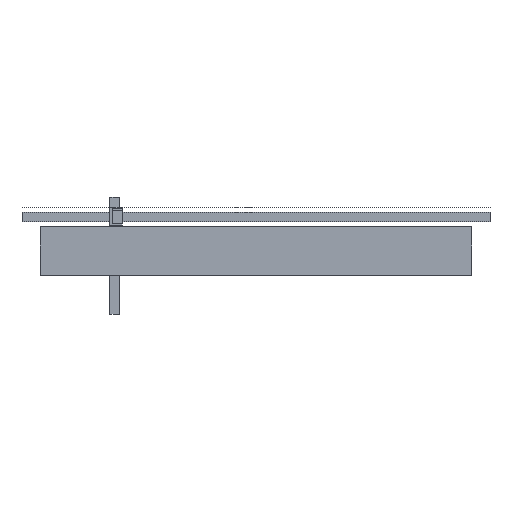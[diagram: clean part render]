
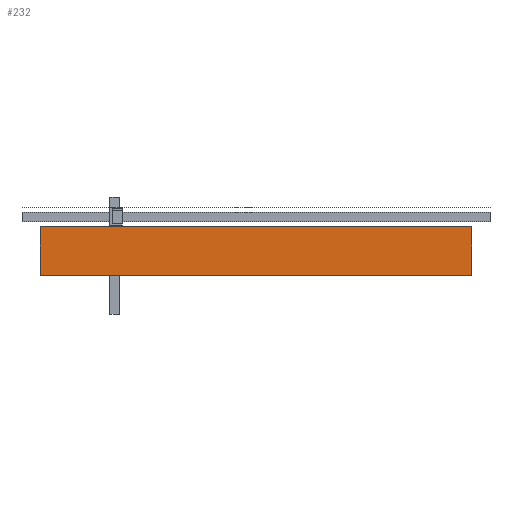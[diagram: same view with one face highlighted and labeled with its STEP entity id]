
A CAD part, top view. The second image highlights one B-rep face of the part: STEP entity #232.
In plain terms, the highlighted planar face has unit normal (0, 0, -1).
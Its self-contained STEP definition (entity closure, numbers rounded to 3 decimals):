
#196=AXIS2_PLACEMENT_3D('Plane Axis2P3D',#193,#194,#195) ;
#193=CARTESIAN_POINT('Axis2P3D Location',(943.3,76.2,705.158)) ;
#198=CARTESIAN_POINT('Line Origine',(-180.703,12.7,705.158)) ;
#202=CARTESIAN_POINT('Vertex',(-180.703,76.2,705.158)) ;
#204=CARTESIAN_POINT('Vertex',(-180.703,-50.8,705.158)) ;
#207=CARTESIAN_POINT('Line Origine',(381.299,76.2,705.158)) ;
#211=CARTESIAN_POINT('Vertex',(943.3,76.2,705.158)) ;
#214=CARTESIAN_POINT('Line Origine',(943.3,12.7,705.158)) ;
#218=CARTESIAN_POINT('Vertex',(943.3,-50.8,705.158)) ;
#221=CARTESIAN_POINT('Line Origine',(381.299,-50.8,705.158)) ;
#194=DIRECTION('Axis2P3D Direction',(0.,0.,1.)) ;
#195=DIRECTION('Axis2P3D XDirection',(0.,1.,0.)) ;
#199=DIRECTION('Vector Direction',(0.,-1.,0.)) ;
#208=DIRECTION('Vector Direction',(-1.,0.,0.)) ;
#215=DIRECTION('Vector Direction',(0.,-1.,0.)) ;
#222=DIRECTION('Vector Direction',(-1.,0.,0.)) ;
#200=VECTOR('Line Direction',#199,1.) ;
#209=VECTOR('Line Direction',#208,1.) ;
#216=VECTOR('Line Direction',#215,1.) ;
#223=VECTOR('Line Direction',#222,1.) ;
#227=ORIENTED_EDGE('',*,*,#206,.F.) ;
#228=ORIENTED_EDGE('',*,*,#213,.F.) ;
#229=ORIENTED_EDGE('',*,*,#220,.T.) ;
#230=ORIENTED_EDGE('',*,*,#225,.T.) ;
#232=ADVANCED_FACE('Surface.5',(#231),#197,.F.) ;
#206=EDGE_CURVE('',#203,#205,#201,.T.) ;
#213=EDGE_CURVE('',#212,#203,#210,.T.) ;
#220=EDGE_CURVE('',#212,#219,#217,.T.) ;
#225=EDGE_CURVE('',#219,#205,#224,.T.) ;
#226=EDGE_LOOP('',(#227,#228,#229,#230)) ;
#231=FACE_OUTER_BOUND('',#226,.T.) ;
#201=LINE('Line',#198,#200) ;
#210=LINE('Line',#207,#209) ;
#217=LINE('Line',#214,#216) ;
#224=LINE('Line',#221,#223) ;
#197=PLANE('',#196) ;
#203=VERTEX_POINT('',#202) ;
#205=VERTEX_POINT('',#204) ;
#212=VERTEX_POINT('',#211) ;
#219=VERTEX_POINT('',#218) ;
